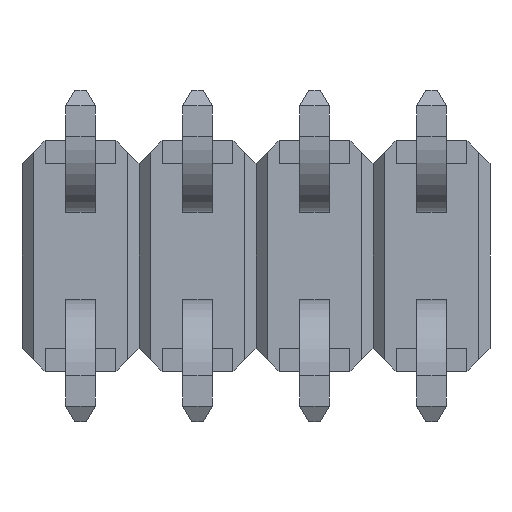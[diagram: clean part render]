
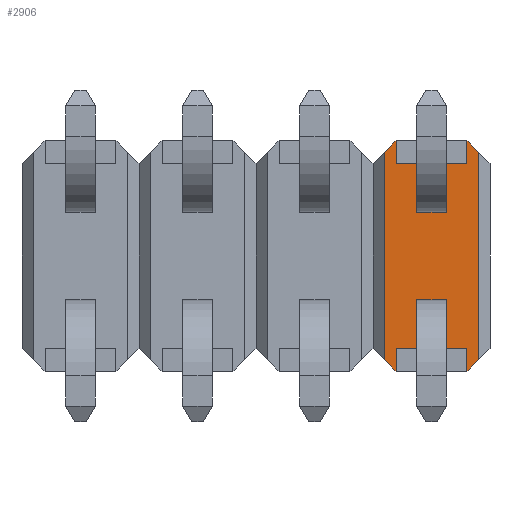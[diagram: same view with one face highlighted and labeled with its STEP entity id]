
A CAD part, front view. The second image highlights one B-rep face of the part: STEP entity #2906.
In plain terms, the highlighted planar face has unit normal (0, -1, 0).
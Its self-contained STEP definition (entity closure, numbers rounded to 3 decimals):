
#467=DIRECTION('',(-0.707,0.,-0.707));
#468=VECTOR('',#467,0.354);
#469=CARTESIAN_POINT('',(11.18,-1.94,-2.25));
#470=LINE('',#469,#468);
#495=DIRECTION('',(0.,0.,-1.));
#496=VECTOR('',#495,0.5);
#497=CARTESIAN_POINT('',(10.93,-1.94,2.5));
#498=LINE('',#497,#496);
#502=DIRECTION('',(0.,0.,-1.));
#503=VECTOR('',#502,0.5);
#504=CARTESIAN_POINT('',(10.93,-1.94,-2.));
#505=LINE('',#504,#503);
#509=DIRECTION('',(1.,0.,0.));
#510=VECTOR('',#509,1.54);
#511=CARTESIAN_POINT('',(9.39,-1.94,-2.));
#512=LINE('',#511,#510);
#516=DIRECTION('',(0.,0.,1.));
#517=VECTOR('',#516,0.5);
#518=CARTESIAN_POINT('',(9.39,-1.94,-2.5));
#519=LINE('',#518,#517);
#523=DIRECTION('',(0.,0.,1.));
#524=VECTOR('',#523,0.5);
#525=CARTESIAN_POINT('',(9.39,-1.94,2.));
#526=LINE('',#525,#524);
#530=DIRECTION('',(-1.,0.,0.));
#531=VECTOR('',#530,1.54);
#532=CARTESIAN_POINT('',(10.93,-1.94,2.));
#533=LINE('',#532,#531);
#537=DIRECTION('',(1.,0.,0.));
#538=VECTOR('',#537,0.64);
#539=CARTESIAN_POINT('',(9.84,-1.94,1.59));
#540=LINE('',#539,#538);
#544=DIRECTION('',(0.,0.,1.));
#545=VECTOR('',#544,0.64);
#546=CARTESIAN_POINT('',(9.84,-1.94,0.95));
#547=LINE('',#546,#545);
#551=DIRECTION('',(-1.,0.,0.));
#552=VECTOR('',#551,0.64);
#553=CARTESIAN_POINT('',(10.48,-1.94,0.95));
#554=LINE('',#553,#552);
#558=DIRECTION('',(0.,0.,-1.));
#559=VECTOR('',#558,0.64);
#560=CARTESIAN_POINT('',(10.48,-1.94,1.59));
#561=LINE('',#560,#559);
#565=DIRECTION('',(0.,0.,-1.));
#566=VECTOR('',#565,0.64);
#567=CARTESIAN_POINT('',(10.48,-1.94,-0.95));
#568=LINE('',#567,#566);
#572=DIRECTION('',(1.,0.,0.));
#573=VECTOR('',#572,0.64);
#574=CARTESIAN_POINT('',(9.84,-1.94,-0.95));
#575=LINE('',#574,#573);
#579=DIRECTION('',(0.,0.,1.));
#580=VECTOR('',#579,0.64);
#581=CARTESIAN_POINT('',(9.84,-1.94,-1.59));
#582=LINE('',#581,#580);
#586=DIRECTION('',(-1.,0.,0.));
#587=VECTOR('',#586,0.64);
#588=CARTESIAN_POINT('',(10.48,-1.94,-1.59));
#589=LINE('',#588,#587);
#705=DIRECTION('',(-0.707,0.,0.707));
#706=VECTOR('',#705,0.354);
#707=CARTESIAN_POINT('',(9.39,-1.94,-2.5));
#708=LINE('',#707,#706);
#1923=DIRECTION('',(0.707,0.,0.707));
#1924=VECTOR('',#1923,0.354);
#1925=CARTESIAN_POINT('',(9.14,-1.94,2.25));
#1926=LINE('',#1925,#1924);
#1965=DIRECTION('',(0.,0.,-1.));
#1966=VECTOR('',#1965,4.5);
#1967=CARTESIAN_POINT('',(9.14,-1.94,2.25));
#1968=LINE('',#1967,#1966);
#2056=DIRECTION('',(0.707,0.,-0.707));
#2057=VECTOR('',#2056,0.354);
#2058=CARTESIAN_POINT('',(10.93,-1.94,2.5));
#2059=LINE('',#2058,#2057);
#2098=DIRECTION('',(0.,0.,1.));
#2099=VECTOR('',#2098,4.5);
#2100=CARTESIAN_POINT('',(11.18,-1.94,-2.25));
#2101=LINE('',#2100,#2099);
#2376=CARTESIAN_POINT('',(10.93,-1.94,2.));
#2377=CARTESIAN_POINT('',(9.39,-1.94,2.));
#2378=VERTEX_POINT('',#2376);
#2379=VERTEX_POINT('',#2377);
#2380=CARTESIAN_POINT('',(9.39,-1.94,-2.));
#2381=CARTESIAN_POINT('',(10.93,-1.94,-2.));
#2382=VERTEX_POINT('',#2380);
#2383=VERTEX_POINT('',#2381);
#2384=CARTESIAN_POINT('',(10.93,-1.94,2.5));
#2385=VERTEX_POINT('',#2384);
#2386=CARTESIAN_POINT('',(9.39,-1.94,2.5));
#2387=VERTEX_POINT('',#2386);
#2388=CARTESIAN_POINT('',(9.39,-1.94,-2.5));
#2389=VERTEX_POINT('',#2388);
#2390=CARTESIAN_POINT('',(10.93,-1.94,-2.5));
#2391=VERTEX_POINT('',#2390);
#2401=CARTESIAN_POINT('',(9.84,-1.94,1.59));
#2403=VERTEX_POINT('',#2401);
#2405=CARTESIAN_POINT('',(10.48,-1.94,1.59));
#2407=VERTEX_POINT('',#2405);
#2409=CARTESIAN_POINT('',(10.48,-1.94,0.95));
#2411=VERTEX_POINT('',#2409);
#2413=CARTESIAN_POINT('',(9.84,-1.94,0.95));
#2415=VERTEX_POINT('',#2413);
#2417=CARTESIAN_POINT('',(10.48,-1.94,-0.95));
#2419=VERTEX_POINT('',#2417);
#2421=CARTESIAN_POINT('',(10.48,-1.94,-1.59));
#2423=VERTEX_POINT('',#2421);
#2425=CARTESIAN_POINT('',(9.84,-1.94,-1.59));
#2427=VERTEX_POINT('',#2425);
#2429=CARTESIAN_POINT('',(9.84,-1.94,-0.95));
#2431=VERTEX_POINT('',#2429);
#2548=CARTESIAN_POINT('',(11.18,-1.94,-2.25));
#2549=CARTESIAN_POINT('',(11.18,-1.94,2.25));
#2550=VERTEX_POINT('',#2548);
#2551=VERTEX_POINT('',#2549);
#2556=CARTESIAN_POINT('',(9.14,-1.94,2.25));
#2557=CARTESIAN_POINT('',(9.14,-1.94,-2.25));
#2558=VERTEX_POINT('',#2556);
#2559=VERTEX_POINT('',#2557);
#2856=CARTESIAN_POINT('',(0.,-1.94,0.));
#2857=DIRECTION('',(0.,-1.,0.));
#2858=DIRECTION('',(0.,0.,-1.));
#2859=AXIS2_PLACEMENT_3D('',#2856,#2857,#2858);
#2860=PLANE('',#2859);
#2862=ORIENTED_EDGE('',*,*,#2861,.F.);
#2864=ORIENTED_EDGE('',*,*,#2863,.T.);
#2866=ORIENTED_EDGE('',*,*,#2865,.F.);
#2867=ORIENTED_EDGE('',*,*,#2843,.T.);
#2869=ORIENTED_EDGE('',*,*,#2868,.F.);
#2871=ORIENTED_EDGE('',*,*,#2870,.F.);
#2873=ORIENTED_EDGE('',*,*,#2872,.F.);
#2875=ORIENTED_EDGE('',*,*,#2874,.T.);
#2877=ORIENTED_EDGE('',*,*,#2876,.F.);
#2879=ORIENTED_EDGE('',*,*,#2878,.T.);
#2881=ORIENTED_EDGE('',*,*,#2880,.F.);
#2883=ORIENTED_EDGE('',*,*,#2882,.F.);
#2884=EDGE_LOOP('',(#2862,#2864,#2866,#2867,#2869,#2871,#2873,#2875,#2877,#2879,
#2881,#2883));
#2885=FACE_OUTER_BOUND('',#2884,.F.);
#2887=ORIENTED_EDGE('',*,*,#2886,.F.);
#2889=ORIENTED_EDGE('',*,*,#2888,.F.);
#2891=ORIENTED_EDGE('',*,*,#2890,.F.);
#2893=ORIENTED_EDGE('',*,*,#2892,.F.);
#2894=EDGE_LOOP('',(#2887,#2889,#2891,#2893));
#2895=FACE_BOUND('',#2894,.F.);
#2897=ORIENTED_EDGE('',*,*,#2896,.F.);
#2899=ORIENTED_EDGE('',*,*,#2898,.F.);
#2901=ORIENTED_EDGE('',*,*,#2900,.F.);
#2903=ORIENTED_EDGE('',*,*,#2902,.F.);
#2904=EDGE_LOOP('',(#2897,#2899,#2901,#2903));
#2905=FACE_BOUND('',#2904,.F.);
#2906=ADVANCED_FACE('',(#2885,#2895,#2905),#2860,.T.);
#2843=EDGE_CURVE('',#2550,#2391,#470,.T.);
#2861=EDGE_CURVE('',#2385,#2378,#498,.T.);
#2863=EDGE_CURVE('',#2385,#2551,#2059,.T.);
#2865=EDGE_CURVE('',#2550,#2551,#2101,.T.);
#2868=EDGE_CURVE('',#2383,#2391,#505,.T.);
#2870=EDGE_CURVE('',#2382,#2383,#512,.T.);
#2872=EDGE_CURVE('',#2389,#2382,#519,.T.);
#2874=EDGE_CURVE('',#2389,#2559,#708,.T.);
#2876=EDGE_CURVE('',#2558,#2559,#1968,.T.);
#2878=EDGE_CURVE('',#2558,#2387,#1926,.T.);
#2880=EDGE_CURVE('',#2379,#2387,#526,.T.);
#2882=EDGE_CURVE('',#2378,#2379,#533,.T.);
#2886=EDGE_CURVE('',#2403,#2407,#540,.T.);
#2888=EDGE_CURVE('',#2415,#2403,#547,.T.);
#2890=EDGE_CURVE('',#2411,#2415,#554,.T.);
#2892=EDGE_CURVE('',#2407,#2411,#561,.T.);
#2896=EDGE_CURVE('',#2419,#2423,#568,.T.);
#2898=EDGE_CURVE('',#2431,#2419,#575,.T.);
#2900=EDGE_CURVE('',#2427,#2431,#582,.T.);
#2902=EDGE_CURVE('',#2423,#2427,#589,.T.);
